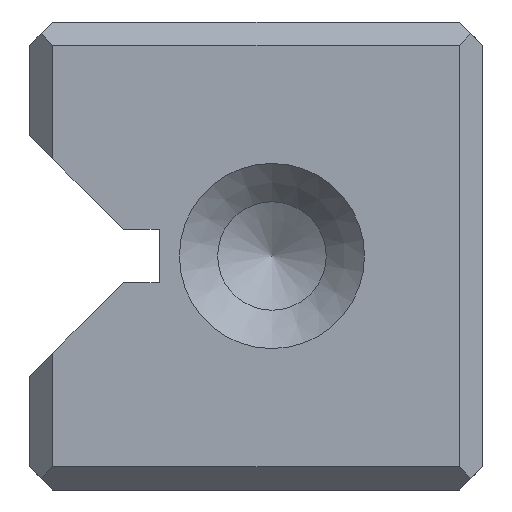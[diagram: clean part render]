
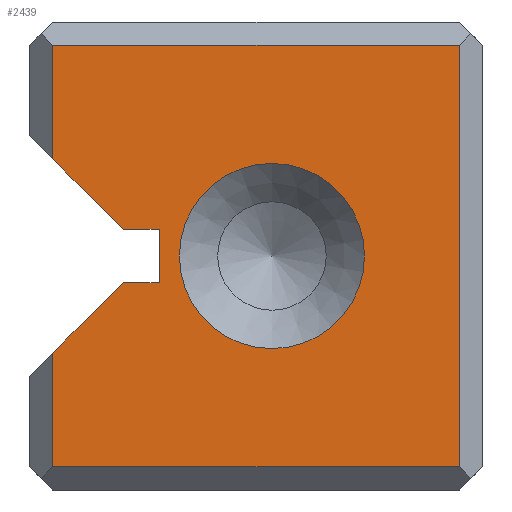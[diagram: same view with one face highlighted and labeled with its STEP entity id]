
A CAD part, left-side view. The second image highlights one B-rep face of the part: STEP entity #2439.
In plain terms, the highlighted planar face has unit normal (-1, 0, 0).
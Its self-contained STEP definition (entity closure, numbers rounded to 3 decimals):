
#2439=ADVANCED_FACE('',(#3273,#3274),#2790,.T.);
#2790=PLANE('',#8383);
#3024=CIRCLE('',#8382,4.35);
#3273=FACE_BOUND('',#3405,.T.);
#3274=FACE_BOUND('',#3406,.T.);
#3405=EDGE_LOOP('',(#4047));
#3406=EDGE_LOOP('',(#4048,#4049,#4050,#4051,#4052,#4053,#4054,#4055,#4056,
#4057));
#4047=ORIENTED_EDGE('',*,*,#6415,.T.);
#4048=ORIENTED_EDGE('',*,*,#6416,.T.);
#4049=ORIENTED_EDGE('',*,*,#6417,.T.);
#4050=ORIENTED_EDGE('',*,*,#6418,.T.);
#4051=ORIENTED_EDGE('',*,*,#6419,.T.);
#4052=ORIENTED_EDGE('',*,*,#6420,.F.);
#4053=ORIENTED_EDGE('',*,*,#6421,.F.);
#4054=ORIENTED_EDGE('',*,*,#6422,.F.);
#4055=ORIENTED_EDGE('',*,*,#6423,.F.);
#4056=ORIENTED_EDGE('',*,*,#6424,.T.);
#4057=ORIENTED_EDGE('',*,*,#6425,.T.);
#5811=VERTEX_POINT('',#10675);
#5812=VERTEX_POINT('',#10677);
#5813=VERTEX_POINT('',#10678);
#5814=VERTEX_POINT('',#10680);
#5815=VERTEX_POINT('',#10682);
#5816=VERTEX_POINT('',#10684);
#5817=VERTEX_POINT('',#10686);
#5818=VERTEX_POINT('',#10688);
#5819=VERTEX_POINT('',#10690);
#5820=VERTEX_POINT('',#10692);
#5821=VERTEX_POINT('',#10694);
#6415=EDGE_CURVE('',#5811,#5811,#3024,.T.);
#6416=EDGE_CURVE('',#5812,#5813,#7215,.T.);
#6417=EDGE_CURVE('',#5813,#5814,#7216,.T.);
#6418=EDGE_CURVE('',#5814,#5815,#7217,.T.);
#6419=EDGE_CURVE('',#5815,#5816,#7218,.T.);
#6420=EDGE_CURVE('',#5817,#5816,#7219,.T.);
#6421=EDGE_CURVE('',#5818,#5817,#7220,.T.);
#6422=EDGE_CURVE('',#5819,#5818,#7221,.T.);
#6423=EDGE_CURVE('',#5820,#5819,#7222,.T.);
#6424=EDGE_CURVE('',#5820,#5821,#7223,.T.);
#6425=EDGE_CURVE('',#5821,#5812,#7224,.T.);
#7215=LINE('',#10676,#7875);
#7216=LINE('',#10679,#7876);
#7217=LINE('',#10681,#7877);
#7218=LINE('',#10683,#7878);
#7219=LINE('',#10685,#7879);
#7220=LINE('',#10687,#7880);
#7221=LINE('',#10689,#7881);
#7222=LINE('',#10691,#7882);
#7223=LINE('',#10693,#7883);
#7224=LINE('',#10695,#7884);
#7875=VECTOR('',#8861,1.);
#7876=VECTOR('',#8862,1.);
#7877=VECTOR('',#8863,1.);
#7878=VECTOR('',#8864,1.);
#7879=VECTOR('',#8865,1.);
#7880=VECTOR('',#8866,1.);
#7881=VECTOR('',#8867,1.);
#7882=VECTOR('',#8868,1.);
#7883=VECTOR('',#8869,1.);
#7884=VECTOR('',#8870,1.);
#8382=AXIS2_PLACEMENT_3D('',#10674,#8859,#8860);
#8383=AXIS2_PLACEMENT_3D('',#10696,#8871,#8872);
#8859=DIRECTION('',(1.,0.,0.));
#8860=DIRECTION('',(0.,0.,-1.));
#8861=DIRECTION('',(0.,-1.,0.));
#8862=DIRECTION('',(0.,0.,1.));
#8863=DIRECTION('',(0.,1.,0.));
#8864=DIRECTION('',(0.,0.,-1.));
#8865=DIRECTION('',(0.,0.707,0.707));
#8866=DIRECTION('',(0.,1.,0.));
#8867=DIRECTION('',(0.,0.,1.));
#8868=DIRECTION('',(0.,-1.,0.));
#8869=DIRECTION('',(0.,0.707,-0.707));
#8870=DIRECTION('',(0.,0.,-1.));
#8871=DIRECTION('',(-1.,0.,0.));
#8872=DIRECTION('',(0.,0.,-1.));
#10674=CARTESIAN_POINT('',(0.,9.9,11.));
#10675=CARTESIAN_POINT('',(0.,9.9,6.65));
#10676=CARTESIAN_POINT('',(0.,10.65,1.1));
#10677=CARTESIAN_POINT('',(0.,20.2,1.1));
#10678=CARTESIAN_POINT('',(0.,1.1,1.1));
#10679=CARTESIAN_POINT('',(0.,1.1,0.));
#10680=CARTESIAN_POINT('',(0.,1.1,20.9));
#10681=CARTESIAN_POINT('',(0.,10.65,20.9));
#10682=CARTESIAN_POINT('',(0.,20.2,20.9));
#10683=CARTESIAN_POINT('',(0.,20.2,0.));
#10684=CARTESIAN_POINT('',(0.,20.2,15.564));
#10685=CARTESIAN_POINT('',(0.,7.643,3.007));
#10686=CARTESIAN_POINT('',(0.,16.886,12.25));
#10687=CARTESIAN_POINT('',(0.,10.65,12.25));
#10688=CARTESIAN_POINT('',(0.,15.2,12.25));
#10689=CARTESIAN_POINT('',(0.,15.2,0.));
#10690=CARTESIAN_POINT('',(0.,15.2,9.75));
#10691=CARTESIAN_POINT('',(0.,10.65,9.75));
#10692=CARTESIAN_POINT('',(0.,16.886,9.75));
#10693=CARTESIAN_POINT('',(0.,18.643,7.993));
#10694=CARTESIAN_POINT('',(0.,20.2,6.436));
#10695=CARTESIAN_POINT('',(0.,20.2,0.));
#10696=CARTESIAN_POINT('',(0.,10.65,0.));
